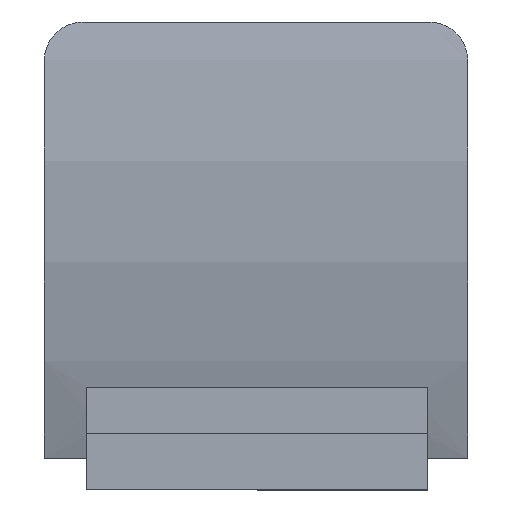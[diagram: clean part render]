
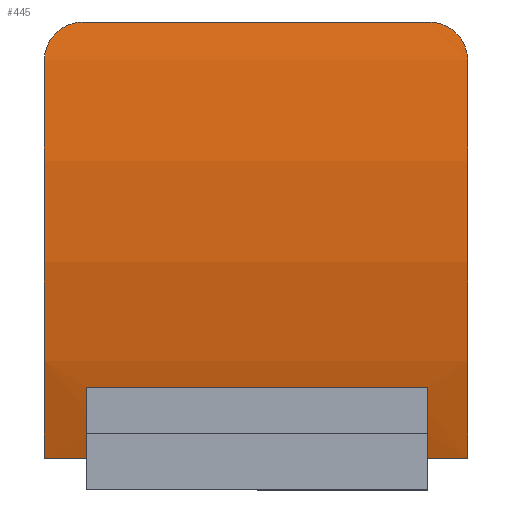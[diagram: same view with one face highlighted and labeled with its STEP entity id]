
A CAD part, left-side view. The second image highlights one B-rep face of the part: STEP entity #445.
In plain terms, the highlighted cylindrical face has radius 32.177 mm (diameter 64.354 mm), a partial arc.
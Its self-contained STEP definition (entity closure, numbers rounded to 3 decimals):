
#43=LINE('',#832,#87);
#44=LINE('',#837,#88);
#45=LINE('',#841,#89);
#46=LINE('',#845,#90);
#87=VECTOR('',#533,10.);
#88=VECTOR('',#538,10.);
#89=VECTOR('',#541,10.);
#90=VECTOR('',#544,10.);
#130=CYLINDRICAL_SURFACE('',#486,32.177);
#137=FACE_OUTER_BOUND('',#163,.T.);
#163=EDGE_LOOP('',(#327,#328,#329,#330,#331,#332,#333,#334,#335,#336));
#189=CIRCLE('',#487,32.177);
#190=CIRCLE('',#488,32.177);
#191=CIRCLE('',#489,32.177);
#192=CIRCLE('',#490,32.177);
#199=B_SPLINE_CURVE_WITH_KNOTS('',3,(#681,#682,#683,#684,#685,#686,#687,
#688,#689,#690,#691,#692),.UNSPECIFIED.,.F.,.F.,(4,2,2,2,2,4),(0.,0.059,
0.119,0.179,0.209,0.239),
 .UNSPECIFIED.);
#202=B_SPLINE_CURVE_WITH_KNOTS('',3,(#774,#775,#776,#777,#778,#779,#780,
#781,#782,#783,#784,#785),.UNSPECIFIED.,.F.,.F.,(4,2,2,2,2,4),(0.,0.059,
0.118,0.177,0.208,0.239),
 .UNSPECIFIED.);
#207=VERTEX_POINT('',#679);
#208=VERTEX_POINT('',#680);
#213=VERTEX_POINT('',#772);
#214=VERTEX_POINT('',#773);
#215=VERTEX_POINT('',#834);
#216=VERTEX_POINT('',#836);
#217=VERTEX_POINT('',#838);
#218=VERTEX_POINT('',#840);
#219=VERTEX_POINT('',#842);
#220=VERTEX_POINT('',#844);
#247=EDGE_CURVE('',#207,#208,#199,.T.);
#254=EDGE_CURVE('',#213,#214,#202,.T.);
#257=EDGE_CURVE('',#213,#208,#43,.T.);
#258=EDGE_CURVE('',#215,#207,#189,.T.);
#259=EDGE_CURVE('',#215,#216,#44,.T.);
#260=EDGE_CURVE('',#217,#216,#190,.T.);
#261=EDGE_CURVE('',#218,#217,#45,.T.);
#262=EDGE_CURVE('',#219,#218,#191,.T.);
#263=EDGE_CURVE('',#219,#220,#46,.T.);
#264=EDGE_CURVE('',#214,#220,#192,.T.);
#327=ORIENTED_EDGE('',*,*,#254,.F.);
#328=ORIENTED_EDGE('',*,*,#257,.T.);
#329=ORIENTED_EDGE('',*,*,#247,.F.);
#330=ORIENTED_EDGE('',*,*,#258,.F.);
#331=ORIENTED_EDGE('',*,*,#259,.T.);
#332=ORIENTED_EDGE('',*,*,#260,.F.);
#333=ORIENTED_EDGE('',*,*,#261,.F.);
#334=ORIENTED_EDGE('',*,*,#262,.F.);
#335=ORIENTED_EDGE('',*,*,#263,.T.);
#336=ORIENTED_EDGE('',*,*,#264,.F.);
#445=ADVANCED_FACE('',(#137),#130,.T.);
#486=AXIS2_PLACEMENT_3D('',#833,#534,#535);
#487=AXIS2_PLACEMENT_3D('',#835,#536,#537);
#488=AXIS2_PLACEMENT_3D('',#839,#539,#540);
#489=AXIS2_PLACEMENT_3D('',#843,#542,#543);
#490=AXIS2_PLACEMENT_3D('',#846,#545,#546);
#533=DIRECTION('',(0.,1.,0.));
#534=DIRECTION('center_axis',(0.,1.,0.));
#535=DIRECTION('ref_axis',(-0.926,0.,-0.377));
#536=DIRECTION('center_axis',(0.,1.,0.));
#537=DIRECTION('ref_axis',(-0.926,0.,-0.377));
#538=DIRECTION('',(0.,-1.,0.));
#539=DIRECTION('center_axis',(0.,-1.,0.));
#540=DIRECTION('ref_axis',(-0.926,0.,-0.377));
#541=DIRECTION('',(0.,1.,0.));
#542=DIRECTION('center_axis',(0.,1.,0.));
#543=DIRECTION('ref_axis',(-0.926,0.,-0.377));
#544=DIRECTION('',(0.,-1.,0.));
#545=DIRECTION('center_axis',(0.,-1.,0.));
#546=DIRECTION('ref_axis',(-0.926,0.,-0.377));
#679=CARTESIAN_POINT('',(10.513,14.95,20.55));
#680=CARTESIAN_POINT('',(10.761,13.43,22.05));
#681=CARTESIAN_POINT('Ctrl Pts',(10.513,14.95,20.55));
#682=CARTESIAN_POINT('Ctrl Pts',(10.541,14.95,20.746));
#683=CARTESIAN_POINT('Ctrl Pts',(10.57,14.911,20.939));
#684=CARTESIAN_POINT('Ctrl Pts',(10.628,14.761,21.301));
#685=CARTESIAN_POINT('Ctrl Pts',(10.656,14.65,21.466));
#686=CARTESIAN_POINT('Ctrl Pts',(10.705,14.371,21.745));
#687=CARTESIAN_POINT('Ctrl Pts',(10.725,14.205,21.856));
#688=CARTESIAN_POINT('Ctrl Pts',(10.746,13.928,21.971));
#689=CARTESIAN_POINT('Ctrl Pts',(10.752,13.831,22.));
#690=CARTESIAN_POINT('Ctrl Pts',(10.759,13.633,22.04));
#691=CARTESIAN_POINT('Ctrl Pts',(10.761,13.531,22.05));
#692=CARTESIAN_POINT('Ctrl Pts',(10.761,13.43,22.05));
#772=CARTESIAN_POINT('',(10.761,-0.03,22.05));
#773=CARTESIAN_POINT('',(10.513,-1.55,20.55));
#774=CARTESIAN_POINT('Ctrl Pts',(10.761,-0.03,22.05));
#775=CARTESIAN_POINT('Ctrl Pts',(10.761,-0.226,22.05));
#776=CARTESIAN_POINT('Ctrl Pts',(10.754,-0.42,22.012));
#777=CARTESIAN_POINT('Ctrl Pts',(10.727,-0.785,21.866));
#778=CARTESIAN_POINT('Ctrl Pts',(10.707,-0.952,21.759));
#779=CARTESIAN_POINT('Ctrl Pts',(10.659,-1.234,21.487));
#780=CARTESIAN_POINT('Ctrl Pts',(10.632,-1.347,21.325));
#781=CARTESIAN_POINT('Ctrl Pts',(10.588,-1.466,21.052));
#782=CARTESIAN_POINT('Ctrl Pts',(10.573,-1.498,20.954));
#783=CARTESIAN_POINT('Ctrl Pts',(10.543,-1.539,20.754));
#784=CARTESIAN_POINT('Ctrl Pts',(10.528,-1.55,20.652));
#785=CARTESIAN_POINT('Ctrl Pts',(10.513,-1.55,20.55));
#832=CARTESIAN_POINT('',(10.761,0.,22.05));
#833=CARTESIAN_POINT('Origin',(42.374,0.,16.05));
#834=CARTESIAN_POINT('',(12.136,14.95,5.05));
#835=CARTESIAN_POINT('Origin',(42.374,14.95,16.05));
#836=CARTESIAN_POINT('',(12.136,13.3,5.05));
#837=CARTESIAN_POINT('',(12.136,0.,5.05));
#838=CARTESIAN_POINT('',(11.273,13.3,7.8));
#839=CARTESIAN_POINT('Origin',(42.374,13.3,16.05));
#840=CARTESIAN_POINT('',(11.273,0.,7.8));
#841=CARTESIAN_POINT('',(11.273,0.,7.8));
#842=CARTESIAN_POINT('',(12.136,0.,5.05));
#843=CARTESIAN_POINT('Origin',(42.374,0.,16.05));
#844=CARTESIAN_POINT('',(12.136,-1.55,5.05));
#845=CARTESIAN_POINT('',(12.136,0.,5.05));
#846=CARTESIAN_POINT('Origin',(42.374,-1.55,16.05));
